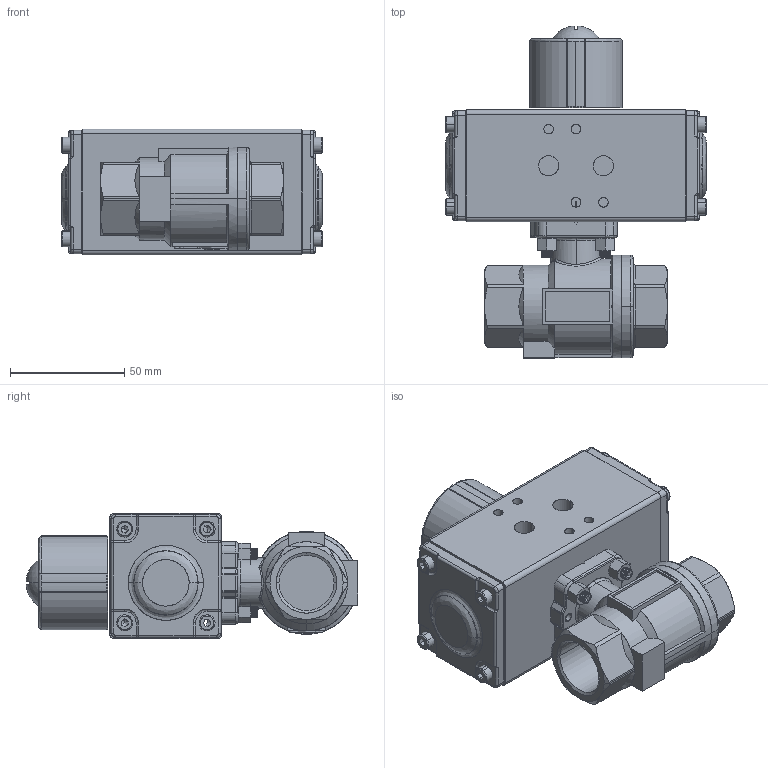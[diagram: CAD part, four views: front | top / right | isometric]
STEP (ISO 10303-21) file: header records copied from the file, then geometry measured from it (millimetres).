
FILE_DESCRIPTION (( 'STEP AP214' ), '1' );
FILE_NAME ('PK02_DN20_doppeltwirkend (PK02000004).STEP', '2022-01-19T14:32:41', ( '' ), ( '' ), 'SwSTEP 2.0', 'SolidWorks 2021', '' );
FILE_SCHEMA (( 'AUTOMOTIVE_DESIGN' ));
Length unit declared in the file: metre
Products named in the file (1): PK02_DN20_doppeltwirkend (PK02000004)
Bounding box: 114 x 145.15 x 55 mm (x, y, z)
Surface area: 60853.9 mm2 (no closed solid volume)
Topology: 0 solids, 666 shells, 870 faces, 3826 edges, 3590 vertices
Faces by surface type: plane 298, cylinder 252, bspline 168, cone 150, sphere 2
Entity records: 66011 total; most frequent: CARTESIAN_POINT 27774, DIRECTION 5393, ORIENTED_EDGE 4223, EDGE_CURVE 3800, VERTEX_POINT 3590, VECTOR 1835, LINE 1835, AXIS2_PLACEMENT_3D 1779
